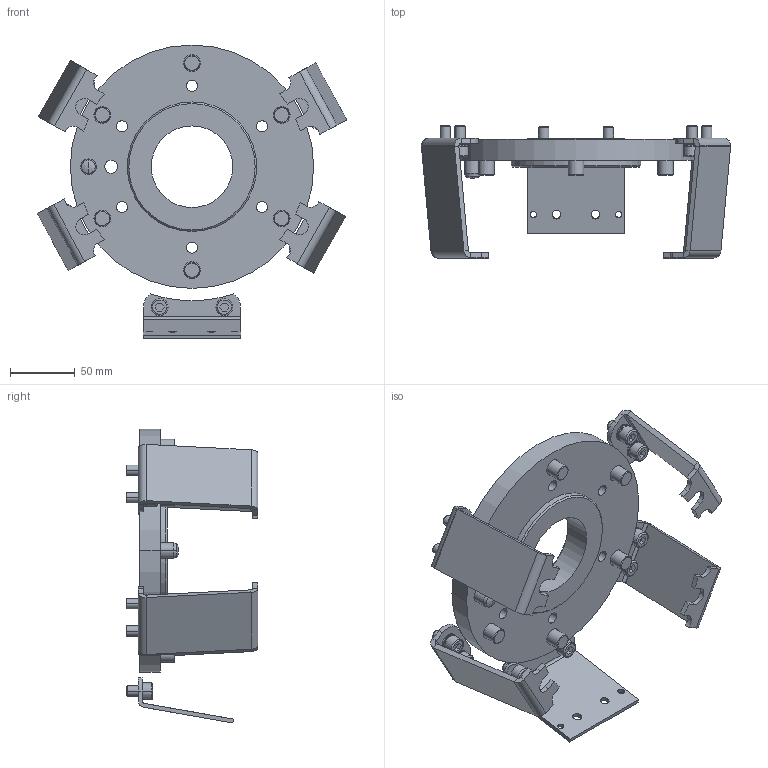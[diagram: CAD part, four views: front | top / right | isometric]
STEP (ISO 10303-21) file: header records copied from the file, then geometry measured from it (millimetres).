
FILE_DESCRIPTION (( 'STEP AP214' ), '1' );
FILE_NAME ('P6425.STEP', '2021-07-02T04:43:51', ( '' ), ( '' ), 'SwSTEP 2.0', 'SolidWorks 2019', '' );
FILE_SCHEMA (( 'AUTOMOTIVE_DESIGN' ));
Length unit declared in the file: millimetre
Products named in the file (1): P6425
Bounding box: 238.93 x 101.95 x 227.08 mm (x, y, z)
Volume: 552363.9 mm3; surface area: 166527.5 mm2
Topology: 31 solids, 31 shells, 1501 faces, 3931 edges, 2530 vertices
Faces by surface type: plane 1173, cylinder 250, cone 44, torus 32, sphere 2
Entity records: 62446 total; most frequent: CARTESIAN_POINT 8825, ORIENTED_EDGE 7858, DIRECTION 7349, EDGE_CURVE 3929, VECTOR 2937, LINE 2937, VERTEX_POINT 2530, AXIS2_PLACEMENT_3D 2206
